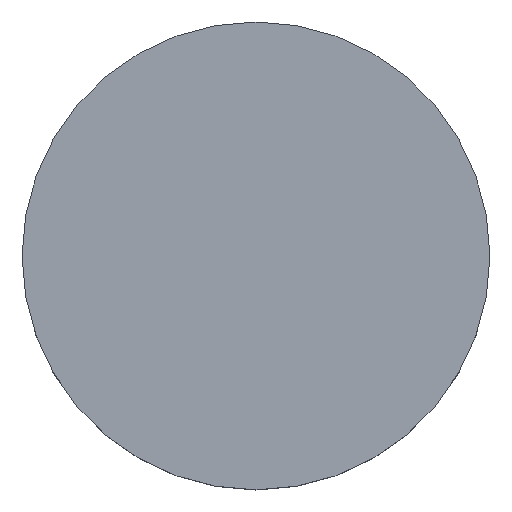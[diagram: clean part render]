
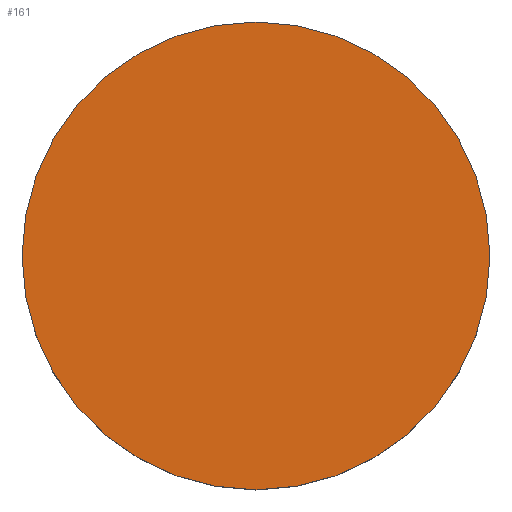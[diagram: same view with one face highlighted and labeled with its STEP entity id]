
A CAD part, top view. The second image highlights one B-rep face of the part: STEP entity #161.
In plain terms, the highlighted planar face has unit normal (0, 0, 1).
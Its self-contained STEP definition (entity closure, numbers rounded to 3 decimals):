
#4 = PLANE ( 'NONE',  #58 ) ;
#20 = FACE_OUTER_BOUND ( 'NONE', #127, .T. ) ;
#30 = DIRECTION ( 'NONE',  ( 1., 0., 0. ) ) ;
#34 = DIRECTION ( 'NONE',  ( 0., 0., 1. ) ) ;
#48 = CARTESIAN_POINT ( 'NONE',  ( 0., 0., 10. ) ) ;
#58 = AXIS2_PLACEMENT_3D ( 'NONE', #169, #34, #119 ) ;
#67 = AXIS2_PLACEMENT_3D ( 'NONE', #48, #70, #204 ) ;
#70 = DIRECTION ( 'NONE',  ( 0., 0., 1. ) ) ;
#113 = EDGE_CURVE ( 'NONE', #145, #206, #170, .T. ) ;
#115 = CARTESIAN_POINT ( 'NONE',  ( 0., 0., 10. ) ) ;
#116 = ORIENTED_EDGE ( 'NONE', *, *, #235, .T. ) ;
#119 = DIRECTION ( 'NONE',  ( 1., 0., 0. ) ) ;
#127 = EDGE_LOOP ( 'NONE', ( #116, #182 ) ) ;
#135 = CARTESIAN_POINT ( 'NONE',  ( 25., 0., 10. ) ) ;
#138 = CARTESIAN_POINT ( 'NONE',  ( -25., 0., 10. ) ) ;
#145 = VERTEX_POINT ( 'NONE', #135 ) ;
#161 = ADVANCED_FACE ( 'NONE', ( #20 ), #4, .T. ) ;
#169 = CARTESIAN_POINT ( 'NONE',  ( 0., 0., 10. ) ) ;
#170 = CIRCLE ( 'NONE', #67, 25. ) ;
#182 = ORIENTED_EDGE ( 'NONE', *, *, #113, .T. ) ;
#204 = DIRECTION ( 'NONE',  ( 1., 0., 0. ) ) ;
#206 = VERTEX_POINT ( 'NONE', #138 ) ;
#225 = AXIS2_PLACEMENT_3D ( 'NONE', #115, #242, #30 ) ;
#227 = CIRCLE ( 'NONE', #225, 25. ) ;
#235 = EDGE_CURVE ( 'NONE', #206, #145, #227, .T. ) ;
#242 = DIRECTION ( 'NONE',  ( 0., 0., 1. ) ) ;
